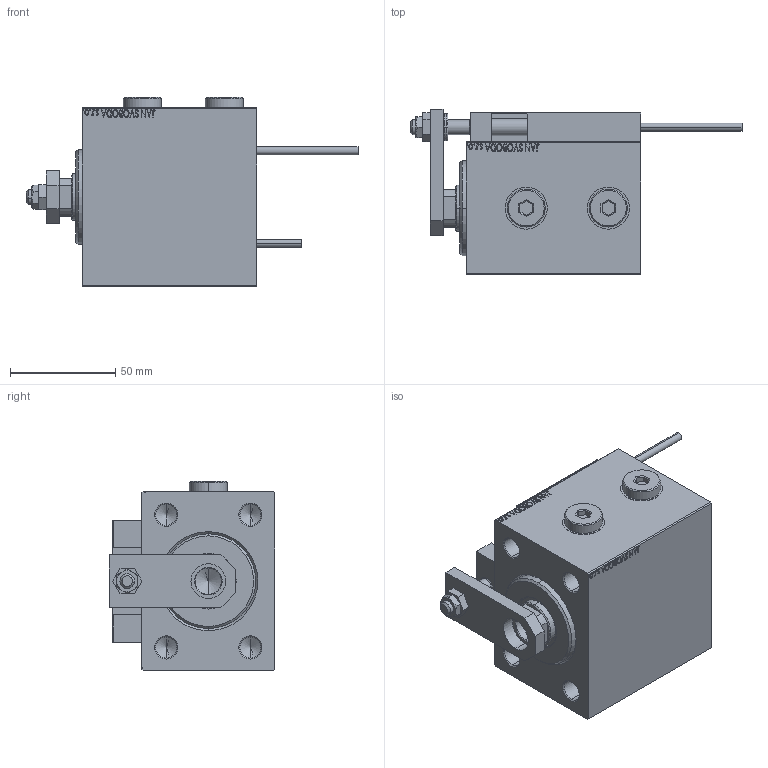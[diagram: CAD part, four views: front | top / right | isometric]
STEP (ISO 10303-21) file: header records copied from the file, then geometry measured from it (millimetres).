
FILE_DESCRIPTION (( 'STEP AP203' ), '1' );
FILE_NAME ('6d82.STEP', '2024-02-13T02:58:10', ( '' ), ( '' ), 'SwSTEP 2.0', 'SolidWorks 2019', '' );
FILE_SCHEMA (( 'CONFIG_CONTROL_DESIGN' ));
Length unit declared in the file: millimetre
Products named in the file (17): NUT_D10 66661b9ad72754f50af8e9206a2bd862; V450CM_B_Body 66661b9ad72754f50af8e9206a2bd862; NUT_D12 66661b9ad72754f50af8e9206a2bd862; 6d82; KONCOVKA 66661b9ad72754f50af8e9206a2bd862; ZARAZKA 66661b9ad72754f50af8e9206a2bd862; ALLEN BOLT D8 66661b9ad72754f50af8e9206a2bd862; SWITCH DIM B,W 66661b9ad72754f50af8e9206a2bd862; SWITCH_X_FRONT_BACK 66661b9ad72754f50af8e9206a2bd862; Block 66661b9ad72754f50af8e9206a2bd862; SWITCH X 66661b9ad72754f50af8e9206a2bd862; MAGNET 66661b9ad72754f50af8e9206a2bd862; ALLEN BOLT D5 66661b9ad72754f50af8e9206a2bd862; V450CM_B_VCP 66661b9ad72754f50af8e9206a2bd862; Zatka_OIL_PORT 66661b9ad72754f50af8e9206a2bd862; TYC_L79 66661b9ad72754f50af8e9206a2bd862; V450CM_VC_B 66661b9ad72754f50af8e9206a2bd862
Assembly tree (27 placements, depth 3):
  6d82
    V450CM_B_Body 66661b9ad72754f50af8e9206a2bd862
    V450CM_B_VCP 66661b9ad72754f50af8e9206a2bd862
    SWITCH X 66661b9ad72754f50af8e9206a2bd862
      SWITCH_X_FRONT_BACK 66661b9ad72754f50af8e9206a2bd862  x2
      TYC_L79 66661b9ad72754f50af8e9206a2bd862
      Block 66661b9ad72754f50af8e9206a2bd862  x2
      ALLEN BOLT D5 66661b9ad72754f50af8e9206a2bd862  x4
      ALLEN BOLT D8 66661b9ad72754f50af8e9206a2bd862  x4
      MAGNET 66661b9ad72754f50af8e9206a2bd862  x2
      KONCOVKA 66661b9ad72754f50af8e9206a2bd862  x2
    NUT_D10 66661b9ad72754f50af8e9206a2bd862
    NUT_D12 66661b9ad72754f50af8e9206a2bd862
    SWITCH DIM B,W 66661b9ad72754f50af8e9206a2bd862
    ZARAZKA 66661b9ad72754f50af8e9206a2bd862
    V450CM_VC_B 66661b9ad72754f50af8e9206a2bd862
    Zatka_OIL_PORT 66661b9ad72754f50af8e9206a2bd862  x2
Bounding box: 157.7 x 78.5 x 89.9 mm (x, y, z)
Volume: 469656.4 mm3; surface area: 92421.3 mm2
Topology: 26 solids, 26 shells, 1370 faces, 3264 edges, 2066 vertices
Faces by surface type: plane 595, bspline 380, cylinder 198, cone 149, torus 44, sphere 4
Entity records: 52340 total; most frequent: CARTESIAN_POINT 26397, ORIENTED_EDGE 5436, DIRECTION 3771, EDGE_CURVE 2718, VERTEX_POINT 1766, VECTOR 1571, LINE 1571, EDGE_LOOP 1264
